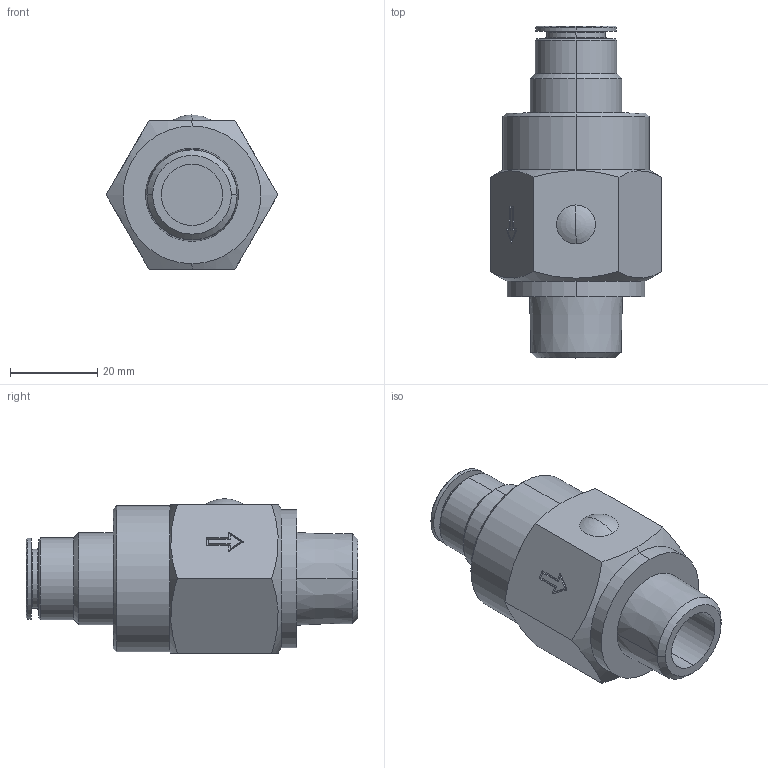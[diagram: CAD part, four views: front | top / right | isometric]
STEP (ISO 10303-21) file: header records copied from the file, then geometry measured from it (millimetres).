
FILE_DESCRIPTION (( 'STEP AP203' ), '1' );
FILE_NAME ('04120064.STEP', '2011-06-20T15:56:43', ( '' ), ( 'sopra-pneumatic' ), 'SwSTEP 2.0', 'SolidWorks 2011', '' );
FILE_SCHEMA (( 'CONFIG_CONTROL_DESIGN' ));
Length unit declared in the file: millimetre
Products named in the file (1): 04120064
Bounding box: 39.26 x 75.9 x 35.3 mm (x, y, z)
Volume: 45522.6 mm3; surface area: 10225.2 mm2
Topology: 1 solids, 7 shells, 110 faces, 242 edges, 153 vertices
Faces by surface type: cylinder 44, plane 40, cone 24, torus 2
Entity records: 3282 total; most frequent: CARTESIAN_POINT 795, DIRECTION 512, ORIENTED_EDGE 480, EDGE_CURVE 240, AXIS2_PLACEMENT_3D 199, VERTEX_POINT 153, EDGE_LOOP 119, VECTOR 114
